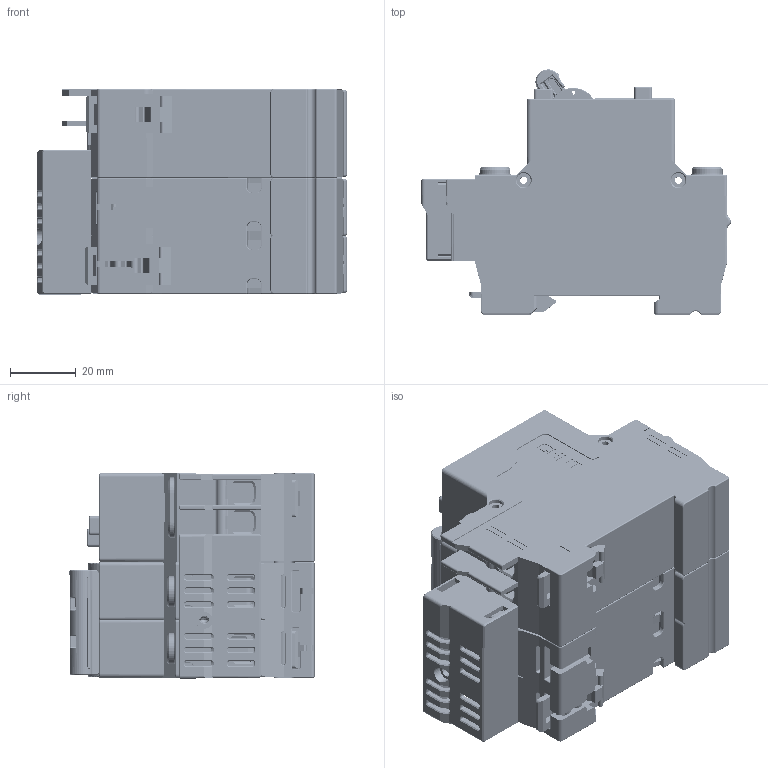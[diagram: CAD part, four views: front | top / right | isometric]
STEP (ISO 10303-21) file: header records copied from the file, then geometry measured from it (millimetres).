
FILE_DESCRIPTION((''),'2;1');
FILE_NAME('NXBLE-32_2P_ASM','2024-05-24T11:19:06',('gxyu'),(''),'CREO PARAMETRIC BY PTC INC, 2020044','CREO PARAMETRIC BY PTC INC, 2020044','');
FILE_SCHEMA(('CONFIG_CONTROL_DESIGN','SHAPE_APPEARANCE_LAYERS_GROUPS'));
Products named in the file (54): 8005L1601_1_1; 8441L1604_1_1; 8253L1633_1_1; 8ZTD_574_438_1_1; 8ZTD_907_040_1_1; 8ZTD574029_1_1; 5ZTD_574_072_AF0_ASM_1_ASM_1_ASM; 8051L1623_1_1; 5ZTD_574_072_AF1_ASM_1_ASM_1_ASM; 8315L1630_1_1; 8ZTD_022_589D_1_1; 8ZTD_315_1126D_1_1; 8ZTD253640_1_1; 8ZTD259176_1_1; 8ZTD_742_2091_1_1; 8ZT616003_1_1; 8ZT232004_1_1; 8ZTD271191_1_1; 8ZT_941_035_1_1; 8ZT_909_033_1_1; 5ZT_239_006_ASM_1_ASM_1_ASM; 8ZT967023_1_1; 8ZTD_574_409_1_1; 8ZTD_907_035_1_1; 5ZTD_574_308_ASM_1_ASM_1_ASM; 8ZTD231359_1_1; 8ZT233362_1_1; 8ZT_231_017_1_1; 8ZTD2881241_1_1; 8ZTD043827_1_1; 8ZTD_135_001_1_1; 8ZTD7421675_2_1_1; 5ZTD_740_245_1-2_ASM_1_ASM_1_ASM; 8ZTD775153_1_1; 8ZT235005_1_1; 8ZTD2821027_AF0_1_1; 8ZTD615459_1_1; 8ZTD615458_1_1; 5ZTD615613_ASM_1_ASM_1_ASM; 8ZTD595109_1_1 ...
Assembly tree (94 placements, depth 7):
  NXBLE-32_2P_ASM
    6229L1643_ASM_ASM_1_ASM
      6229L1643_ASM_1_ASM_1_ASM
        8005L1601_1_1
        8441L1604_1_1
        8253L1633_1_1
        8ZTD_574_438_1_1  x2
        5ZTD_574_072_AF0_ASM_1_ASM_1_ASM
          8ZTD_907_040_1_1
          8ZTD574029_1_1
        8051L1623_1_1
        5ZTD_574_072_AF1_ASM_1_ASM_1_ASM
          8ZTD_907_040_1_1
          8ZTD574029_1_1
        8315L1630_1_1
        6ZTD_225_193_ASM_1_ASM_1_ASM
          8ZTD_022_589D_1_1  x2
          8ZTD_315_1126D_1_1  x2
          8ZTD253640_1_1  x2
          8ZTD259176_1_1
          8ZTD_742_2091_1_1  x4
          8ZT616003_1_1  x4
          8ZT232004_1_1  x3
          8ZTD271191_1_1  x2
          5ZT_239_006_ASM_1_ASM_1_ASM  x2
            8ZT_941_035_1_1
            8ZT_909_033_1_1
          8ZT967023_1_1  x3
          5ZTD_574_308_ASM_1_ASM_1_ASM  x4
            8ZTD_574_409_1_1
            8ZTD_907_035_1_1
          8ZTD231359_1_1  x2
          8ZT233362_1_1  x2
          8ZT_231_017_1_1  x2
          8ZTD2881241_1_1  x2
          8ZTD043827_1_1  x2
          5ZTD_740_245_1-2_ASM_1_ASM_1_ASM  x2
            8ZTD_135_001_1_1
            8ZTD7421675_2_1_1
          5ZTD615613_ASM_1_ASM_1_ASM  x2
            8ZTD775153_1_1
            8ZT235005_1_1
            8ZTD2821027_AF0_1_1
            8ZTD615459_1_1
            8ZTD615458_1_1
          5ZTD520753_ASM_1_ASM_1_ASM  x2
            5ZTD551485_ASM_1_ASM_1_ASM
              8ZTD595109_1_1
              8ZTD550763_1_1
            8ZTD557683_1_1
            8ZTD522189_1_1
        8ZTD_810_021_1_1
    5ZTD_574_308_ASM  x4
      8ZTD_574_409
      8ZTD_907_035
    8ZTD271290  x2
Bounding box: 94 x 74.4 x 62.6 mm (x, y, z)
Volume: 311814.8 mm3; surface area: 186707.7 mm2
Topology: 105 solids, 137 shells, 10852 faces, 30540 edges, 20018 vertices
Faces by surface type: plane 6632, cylinder 2923, cone 571, torus 301, bspline 198, extrusion 185, sphere 42
Entity records: 237714 total; most frequent: CARTESIAN_POINT 59580, ORIENTED_EDGE 31964, DIRECTION 30516, EDGE_CURVE 15990, VECTOR 11046, LINE 10935, VERTEX_POINT 10507, AXIS2_PLACEMENT_3D 9735
